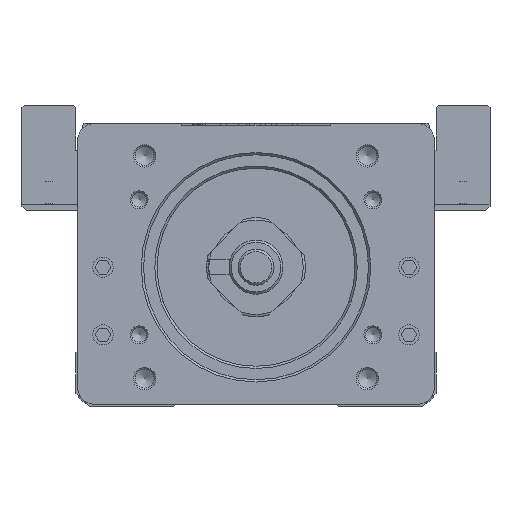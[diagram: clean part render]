
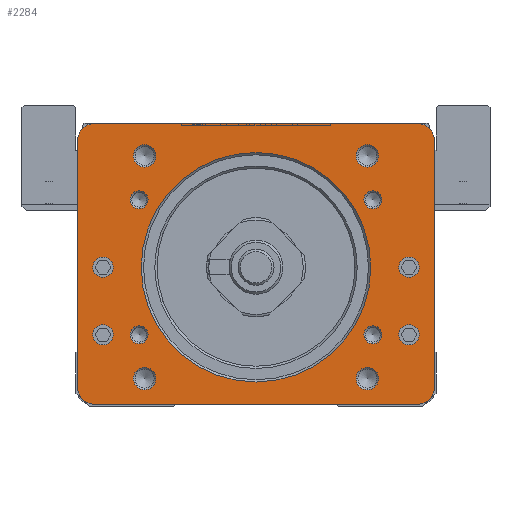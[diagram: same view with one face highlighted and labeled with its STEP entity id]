
A CAD part, front view. The second image highlights one B-rep face of the part: STEP entity #2284.
In plain terms, the highlighted planar face has unit normal (0, -1, 0).
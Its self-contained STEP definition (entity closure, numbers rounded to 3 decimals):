
#1210=FACE_BOUND('',#5620,.T.);
#1211=FACE_BOUND('',#5621,.T.);
#1212=FACE_BOUND('',#5622,.T.);
#1213=FACE_BOUND('',#5623,.T.);
#1214=FACE_BOUND('',#5624,.T.);
#1215=FACE_BOUND('',#5625,.T.);
#1216=FACE_BOUND('',#5626,.T.);
#1217=FACE_BOUND('',#5627,.T.);
#1218=FACE_BOUND('',#5628,.T.);
#1219=FACE_BOUND('',#5629,.T.);
#1220=FACE_BOUND('',#5630,.T.);
#1221=FACE_BOUND('',#5631,.T.);
#1222=FACE_BOUND('',#5632,.T.);
#1223=FACE_BOUND('',#5633,.T.);
#2284=ADVANCED_FACE('',(#1210,#1211,#1212,#1213,#1214,#1215,#1216,#1217,
#1218,#1219,#1220,#1221,#1222,#1223),#3439,.T.);
#3439=PLANE('',#23985);
#5620=EDGE_LOOP('',(#9567));
#5621=EDGE_LOOP('',(#9568));
#5622=EDGE_LOOP('',(#9569));
#5623=EDGE_LOOP('',(#9570));
#5624=EDGE_LOOP('',(#9571));
#5625=EDGE_LOOP('',(#9572));
#5626=EDGE_LOOP('',(#9573));
#5627=EDGE_LOOP('',(#9574));
#5628=EDGE_LOOP('',(#9575));
#5629=EDGE_LOOP('',(#9576));
#5630=EDGE_LOOP('',(#9577));
#5631=EDGE_LOOP('',(#9578));
#5632=EDGE_LOOP('',(#9579));
#5633=EDGE_LOOP('',(#9580,#9581,#9582,#9583,#9584,#9585,#9586,#9587));
#6950=CIRCLE('',#23795,4.);
#6951=CIRCLE('',#23797,4.);
#6952=CIRCLE('',#23799,2.);
#6953=CIRCLE('',#23801,2.);
#6954=CIRCLE('',#23803,2.);
#6955=CIRCLE('',#23805,2.);
#6956=CIRCLE('',#23807,2.5);
#6957=CIRCLE('',#23809,2.5);
#6958=CIRCLE('',#23811,2.5);
#6959=CIRCLE('',#23813,2.5);
#6960=CIRCLE('',#23815,25.5);
#6965=CIRCLE('',#23824,2.25);
#6967=CIRCLE('',#23827,2.25);
#6969=CIRCLE('',#23830,2.25);
#6971=CIRCLE('',#23833,2.25);
#7039=CIRCLE('',#23981,4.);
#7041=CIRCLE('',#23984,4.);
#9567=ORIENTED_EDGE('',*,*,#16787,.T.);
#9568=ORIENTED_EDGE('',*,*,#16786,.T.);
#9569=ORIENTED_EDGE('',*,*,#16785,.T.);
#9570=ORIENTED_EDGE('',*,*,#16784,.T.);
#9571=ORIENTED_EDGE('',*,*,#16783,.T.);
#9572=ORIENTED_EDGE('',*,*,#16782,.T.);
#9573=ORIENTED_EDGE('',*,*,#16781,.T.);
#9574=ORIENTED_EDGE('',*,*,#16780,.T.);
#9575=ORIENTED_EDGE('',*,*,#16779,.T.);
#9576=ORIENTED_EDGE('',*,*,#16799,.T.);
#9577=ORIENTED_EDGE('',*,*,#16797,.T.);
#9578=ORIENTED_EDGE('',*,*,#16795,.T.);
#9579=ORIENTED_EDGE('',*,*,#16793,.T.);
#9580=ORIENTED_EDGE('',*,*,#16964,.T.);
#9581=ORIENTED_EDGE('',*,*,#16967,.T.);
#9582=ORIENTED_EDGE('',*,*,#16968,.T.);
#9583=ORIENTED_EDGE('',*,*,#16903,.T.);
#9584=ORIENTED_EDGE('',*,*,#16777,.T.);
#9585=ORIENTED_EDGE('',*,*,#16841,.T.);
#9586=ORIENTED_EDGE('',*,*,#16774,.T.);
#9587=ORIENTED_EDGE('',*,*,#16896,.T.);
#14357=VERTEX_POINT('',#34721);
#14358=VERTEX_POINT('',#34723);
#14359=VERTEX_POINT('',#34727);
#14360=VERTEX_POINT('',#34729);
#14361=VERTEX_POINT('',#34733);
#14362=VERTEX_POINT('',#34736);
#14363=VERTEX_POINT('',#34739);
#14364=VERTEX_POINT('',#34742);
#14365=VERTEX_POINT('',#34745);
#14366=VERTEX_POINT('',#34748);
#14367=VERTEX_POINT('',#34751);
#14368=VERTEX_POINT('',#34754);
#14369=VERTEX_POINT('',#34757);
#14374=VERTEX_POINT('',#34772);
#14376=VERTEX_POINT('',#34777);
#14378=VERTEX_POINT('',#34782);
#14380=VERTEX_POINT('',#34787);
#14447=VERTEX_POINT('',#35096);
#14452=VERTEX_POINT('',#35110);
#14508=VERTEX_POINT('',#35253);
#14510=VERTEX_POINT('',#35259);
#16774=EDGE_CURVE('',#14358,#14357,#6950,.T.);
#16777=EDGE_CURVE('',#14360,#14359,#6951,.T.);
#16779=EDGE_CURVE('',#14361,#14361,#6952,.T.);
#16780=EDGE_CURVE('',#14362,#14362,#6953,.T.);
#16781=EDGE_CURVE('',#14363,#14363,#6954,.T.);
#16782=EDGE_CURVE('',#14364,#14364,#6955,.T.);
#16783=EDGE_CURVE('',#14365,#14365,#6956,.T.);
#16784=EDGE_CURVE('',#14366,#14366,#6957,.T.);
#16785=EDGE_CURVE('',#14367,#14367,#6958,.T.);
#16786=EDGE_CURVE('',#14368,#14368,#6959,.T.);
#16787=EDGE_CURVE('',#14369,#14369,#6960,.T.);
#16793=EDGE_CURVE('',#14374,#14374,#6965,.T.);
#16795=EDGE_CURVE('',#14376,#14376,#6967,.T.);
#16797=EDGE_CURVE('',#14378,#14378,#6969,.T.);
#16799=EDGE_CURVE('',#14380,#14380,#6971,.T.);
#16841=EDGE_CURVE('',#14359,#14358,#19602,.T.);
#16896=EDGE_CURVE('',#14357,#14447,#19627,.T.);
#16903=EDGE_CURVE('',#14452,#14360,#19634,.T.);
#16964=EDGE_CURVE('',#14447,#14508,#7039,.T.);
#16967=EDGE_CURVE('',#14508,#14510,#19660,.T.);
#16968=EDGE_CURVE('',#14510,#14452,#7041,.T.);
#19602=LINE('',#34932,#21750);
#19627=LINE('',#35097,#21775);
#19634=LINE('',#35109,#21782);
#19660=LINE('',#35258,#21808);
#21750=VECTOR('',#27363,1.);
#21775=VECTOR('',#27498,1.);
#21782=VECTOR('',#27507,1.);
#21808=VECTOR('',#27663,1.);
#23795=AXIS2_PLACEMENT_3D('',#34722,#27202,#27203);
#23797=AXIS2_PLACEMENT_3D('',#34728,#27208,#27209);
#23799=AXIS2_PLACEMENT_3D('',#34732,#27213,#27214);
#23801=AXIS2_PLACEMENT_3D('',#34735,#27217,#27218);
#23803=AXIS2_PLACEMENT_3D('',#34738,#27221,#27222);
#23805=AXIS2_PLACEMENT_3D('',#34741,#27225,#27226);
#23807=AXIS2_PLACEMENT_3D('',#34744,#27229,#27230);
#23809=AXIS2_PLACEMENT_3D('',#34747,#27233,#27234);
#23811=AXIS2_PLACEMENT_3D('',#34750,#27237,#27238);
#23813=AXIS2_PLACEMENT_3D('',#34753,#27241,#27242);
#23815=AXIS2_PLACEMENT_3D('',#34756,#27245,#27246);
#23824=AXIS2_PLACEMENT_3D('',#34771,#27264,#27265);
#23827=AXIS2_PLACEMENT_3D('',#34776,#27270,#27271);
#23830=AXIS2_PLACEMENT_3D('',#34781,#27276,#27277);
#23833=AXIS2_PLACEMENT_3D('',#34786,#27282,#27283);
#23981=AXIS2_PLACEMENT_3D('',#35252,#27656,#27657);
#23984=AXIS2_PLACEMENT_3D('',#35260,#27664,#27665);
#23985=AXIS2_PLACEMENT_3D('',#35261,#27666,#27667);
#27202=DIRECTION('',(0.,-1.,0.));
#27203=DIRECTION('',(1.,0.,0.));
#27208=DIRECTION('',(0.,-1.,0.));
#27209=DIRECTION('',(1.,0.,0.));
#27213=DIRECTION('',(0.,1.,0.));
#27214=DIRECTION('',(0.,0.,-1.));
#27217=DIRECTION('',(0.,1.,0.));
#27218=DIRECTION('',(0.,0.,-1.));
#27221=DIRECTION('',(0.,1.,0.));
#27222=DIRECTION('',(0.,0.,-1.));
#27225=DIRECTION('',(0.,1.,0.));
#27226=DIRECTION('',(0.,0.,-1.));
#27229=DIRECTION('',(0.,1.,0.));
#27230=DIRECTION('',(0.,0.,-1.));
#27233=DIRECTION('',(0.,1.,0.));
#27234=DIRECTION('',(0.,0.,-1.));
#27237=DIRECTION('',(0.,1.,0.));
#27238=DIRECTION('',(0.,0.,-1.));
#27241=DIRECTION('',(0.,1.,0.));
#27242=DIRECTION('',(0.,0.,-1.));
#27245=DIRECTION('',(0.,1.,0.));
#27246=DIRECTION('',(0.,0.,-1.));
#27264=DIRECTION('',(0.,1.,0.));
#27265=DIRECTION('',(0.,0.,-1.));
#27270=DIRECTION('',(0.,1.,0.));
#27271=DIRECTION('',(0.,0.,-1.));
#27276=DIRECTION('',(0.,1.,0.));
#27277=DIRECTION('',(0.,0.,-1.));
#27282=DIRECTION('',(0.,1.,0.));
#27283=DIRECTION('',(0.,0.,-1.));
#27363=DIRECTION('',(-1.,0.,0.));
#27498=DIRECTION('',(0.,0.,-1.));
#27507=DIRECTION('',(0.,0.,1.));
#27656=DIRECTION('',(0.,-1.,0.));
#27657=DIRECTION('',(1.,0.,0.));
#27663=DIRECTION('',(1.,0.,0.));
#27664=DIRECTION('',(0.,-1.,0.));
#27665=DIRECTION('',(1.,0.,0.));
#27666=DIRECTION('',(0.,-1.,0.));
#27667=DIRECTION('',(0.,0.,1.));
#34721=CARTESIAN_POINT('',(-39.7,-243.7,40.));
#34722=CARTESIAN_POINT('',(-35.7,-243.7,40.));
#34723=CARTESIAN_POINT('',(-35.7,-243.7,44.));
#34727=CARTESIAN_POINT('',(35.7,-243.7,44.));
#34728=CARTESIAN_POINT('',(35.7,-243.7,40.));
#34729=CARTESIAN_POINT('',(39.7,-243.7,40.));
#34732=CARTESIAN_POINT('',(-25.981,-243.7,27.));
#34733=CARTESIAN_POINT('',(-25.981,-243.7,25.));
#34735=CARTESIAN_POINT('',(-25.981,-243.7,-3.));
#34736=CARTESIAN_POINT('',(-25.981,-243.7,-5.));
#34738=CARTESIAN_POINT('',(25.981,-243.7,27.));
#34739=CARTESIAN_POINT('',(25.981,-243.7,25.));
#34741=CARTESIAN_POINT('',(25.981,-243.7,-3.));
#34742=CARTESIAN_POINT('',(25.981,-243.7,-5.));
#34744=CARTESIAN_POINT('',(24.749,-243.7,36.749));
#34745=CARTESIAN_POINT('',(24.749,-243.7,34.249));
#34747=CARTESIAN_POINT('',(24.749,-243.7,-12.749));
#34748=CARTESIAN_POINT('',(24.749,-243.7,-15.249));
#34750=CARTESIAN_POINT('',(-24.749,-243.7,-12.749));
#34751=CARTESIAN_POINT('',(-24.749,-243.7,-15.249));
#34753=CARTESIAN_POINT('',(-24.749,-243.7,36.749));
#34754=CARTESIAN_POINT('',(-24.749,-243.7,34.249));
#34756=CARTESIAN_POINT('',(0.,-243.7,12.));
#34757=CARTESIAN_POINT('',(0.,-243.7,-13.5));
#34771=CARTESIAN_POINT('',(34.,-243.7,12.));
#34772=CARTESIAN_POINT('',(34.,-243.7,9.75));
#34776=CARTESIAN_POINT('',(34.,-243.7,-3.));
#34777=CARTESIAN_POINT('',(34.,-243.7,-5.25));
#34781=CARTESIAN_POINT('',(-34.,-243.7,12.));
#34782=CARTESIAN_POINT('',(-34.,-243.7,9.75));
#34786=CARTESIAN_POINT('',(-34.,-243.7,-3.));
#34787=CARTESIAN_POINT('',(-34.,-243.7,-5.25));
#34932=CARTESIAN_POINT('',(35.7,-243.7,44.));
#35096=CARTESIAN_POINT('',(-39.7,-243.7,-14.5));
#35097=CARTESIAN_POINT('',(-39.7,-243.7,40.));
#35109=CARTESIAN_POINT('',(39.7,-243.7,-14.5));
#35110=CARTESIAN_POINT('',(39.7,-243.7,-14.5));
#35252=CARTESIAN_POINT('',(-35.7,-243.7,-14.5));
#35253=CARTESIAN_POINT('',(-35.7,-243.7,-18.5));
#35258=CARTESIAN_POINT('',(-35.7,-243.7,-18.5));
#35259=CARTESIAN_POINT('',(35.7,-243.7,-18.5));
#35260=CARTESIAN_POINT('',(35.7,-243.7,-14.5));
#35261=CARTESIAN_POINT('',(-35.7,-243.7,-14.5));
